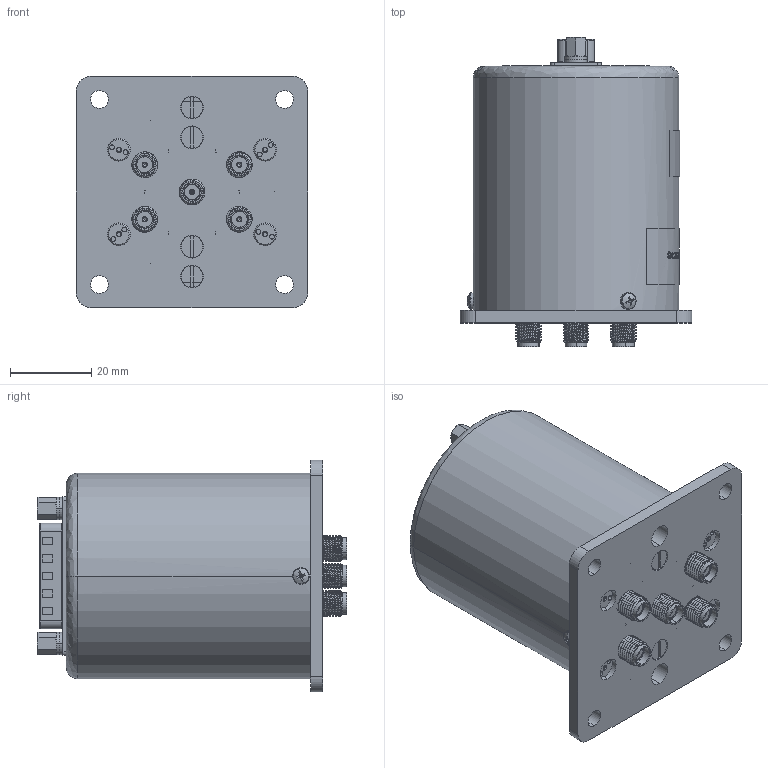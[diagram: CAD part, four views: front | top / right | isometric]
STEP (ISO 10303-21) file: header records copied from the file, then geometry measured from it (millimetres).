
FILE_DESCRIPTION (( 'STEP AP214' ), '1' );
FILE_NAME ('FMSW6532_3D.step', '2023-02-16T17:47:00', ( '' ), ( '' ), 'SwSTEP 2.0', 'SolidWorks 2022', '' );
FILE_SCHEMA (( 'AUTOMOTIVE_DESIGN' ));
Length unit declared in the file: inch
Products named in the file (13): A16L21002-2; A16L24Y01-e360; A16L61008_-001; FMSW6532_3D; A12L22001-e360_2; A12029003-e360_5; A12066001-e360_1; 15P+H2.375+D2-e360; A16L20002-2_-004; R040591-2-e360; R12204-2_-124; A12075Y04-2_-255; 15P male-D-SUB CUP 172E-015-103
Assembly tree (28 placements, depth 4):
  FMSW6532_3D
    R12204-2_-124
      A16L20002-2_-004
        A16L21002-2
        A12029003-e360_5  x5
        A16L24Y01-e360  x4
        R040591-2-e360  x4
        A12L22001-e360_2  x4
    A12075Y04-2_-255  x3
    15P+H2.375+D2-e360
      A16L61008_-001
      15P male-D-SUB CUP 172E-015-103
      A12066001-e360_1  x2
Bounding box: 57.15 x 76.43 x 57.15 mm (x, y, z)
Volume: 26633.8 mm3; surface area: 39582.1 mm2
Topology: 25 solids, 49 shells, 1872 faces, 4618 edges, 2968 vertices
Faces by surface type: cylinder 704, plane 578, bspline 458, cone 132
Entity records: 57734 total; most frequent: CARTESIAN_POINT 26366, ORIENTED_EDGE 6115, DIRECTION 4600, EDGE_CURVE 3060, VERTEX_POINT 1981, AXIS2_PLACEMENT_3D 1766, EDGE_LOOP 1402, FACE_OUTER_BOUND 1245
